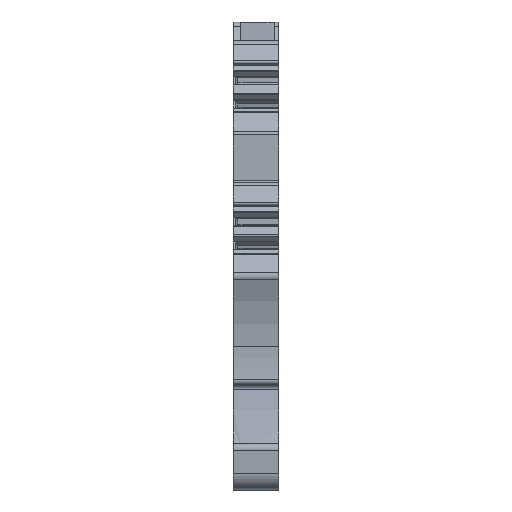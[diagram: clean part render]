
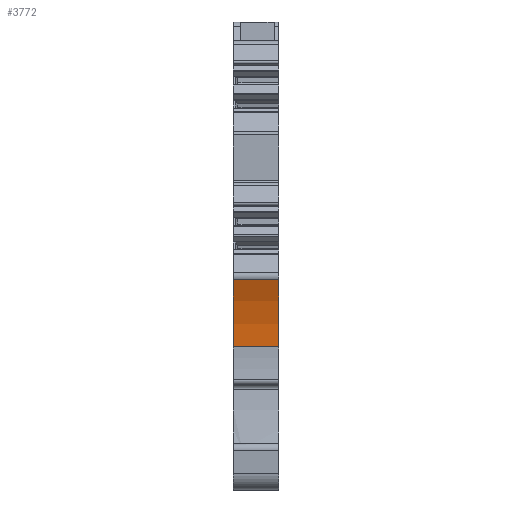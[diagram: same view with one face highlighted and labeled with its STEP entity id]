
A CAD part, front view. The second image highlights one B-rep face of the part: STEP entity #3772.
In plain terms, the highlighted cylindrical face has radius 20 mm (diameter 40 mm), a partial arc.
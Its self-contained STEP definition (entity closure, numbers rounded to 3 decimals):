
#1535=AXIS2_PLACEMENT_3D('Circle Axis2P3D',#1533,#1534,$) ;
#3752=AXIS2_PLACEMENT_3D('Cylinder Axis2P3D',#3749,#3750,#3751) ;
#3763=AXIS2_PLACEMENT_3D('Circle Axis2P3D',#3761,#3762,$) ;
#1530=CARTESIAN_POINT('Vertex',(5.1,0.086,23.838)) ;
#1533=CARTESIAN_POINT('Axis2P3D Location',(5.1,-18.112,15.54)) ;
#1537=CARTESIAN_POINT('Vertex',(5.1,1.877,16.2)) ;
#3730=CARTESIAN_POINT('Line Origine',(2.55,1.877,16.2)) ;
#3734=CARTESIAN_POINT('Vertex',(0.,1.877,16.2)) ;
#3749=CARTESIAN_POINT('Axis2P3D Location',(2.55,-18.112,15.54)) ;
#3754=CARTESIAN_POINT('Line Origine',(2.55,0.086,23.838)) ;
#3758=CARTESIAN_POINT('Vertex',(0.,0.086,23.838)) ;
#3761=CARTESIAN_POINT('Axis2P3D Location',(0.,-18.112,15.54)) ;
#1534=DIRECTION('Axis2P3D Direction',(-1.,0.,0.)) ;
#3731=DIRECTION('Vector Direction',(-1.,0.,0.)) ;
#3750=DIRECTION('Axis2P3D Direction',(-1.,0.,0.)) ;
#3751=DIRECTION('Axis2P3D XDirection',(0.,0.91,0.415)) ;
#3755=DIRECTION('Vector Direction',(-1.,0.,0.)) ;
#3762=DIRECTION('Axis2P3D Direction',(-1.,0.,0.)) ;
#3732=VECTOR('Line Direction',#3731,1.) ;
#3756=VECTOR('Line Direction',#3755,1.) ;
#3767=ORIENTED_EDGE('',*,*,#3736,.F.) ;
#3768=ORIENTED_EDGE('',*,*,#1539,.T.) ;
#3769=ORIENTED_EDGE('',*,*,#3760,.T.) ;
#3770=ORIENTED_EDGE('',*,*,#3765,.F.) ;
#3772=ADVANCED_FACE('KLTR ZDK2.5/1.5V.1\\K\X2\00F6\X0\rper.3 ( *SOL900 - wsp *MASTER -  )',(#3771),#3753,.F.) ;
#1536=CIRCLE('generated circle',#1535,20.) ;
#3764=CIRCLE('generated circle',#3763,20.) ;
#3753=CYLINDRICAL_SURFACE('generated cylinder',#3752,20.) ;
#1539=EDGE_CURVE('',#1538,#1531,#1536,.F.) ;
#3736=EDGE_CURVE('',#1538,#3735,#3733,.T.) ;
#3760=EDGE_CURVE('',#1531,#3759,#3757,.T.) ;
#3765=EDGE_CURVE('',#3735,#3759,#3764,.F.) ;
#3766=EDGE_LOOP('',(#3767,#3768,#3769,#3770)) ;
#3771=FACE_OUTER_BOUND('',#3766,.T.) ;
#3733=LINE('Line',#3730,#3732) ;
#3757=LINE('Line',#3754,#3756) ;
#1531=VERTEX_POINT('',#1530) ;
#1538=VERTEX_POINT('',#1537) ;
#3735=VERTEX_POINT('',#3734) ;
#3759=VERTEX_POINT('',#3758) ;
